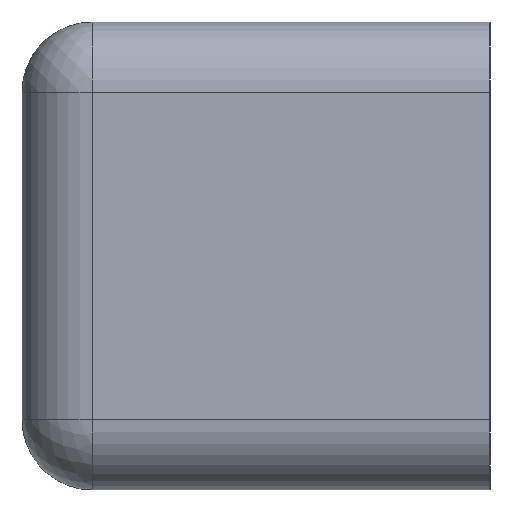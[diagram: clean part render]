
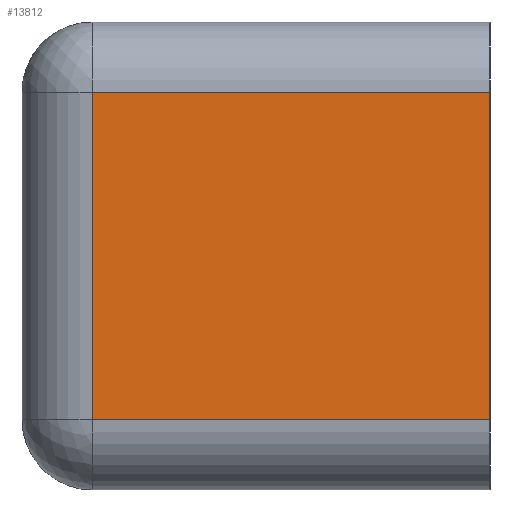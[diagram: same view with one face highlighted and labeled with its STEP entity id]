
A CAD part, left-side view. The second image highlights one B-rep face of the part: STEP entity #13812.
In plain terms, the highlighted planar face has unit normal (-1, 0, 0).
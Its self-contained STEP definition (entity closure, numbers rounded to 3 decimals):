
#53=DIRECTION('',(0.,0.,1.));
#54=VECTOR('',#53,7.);
#55=CARTESIAN_POINT('',(-11.475,0.,-3.5));
#56=LINE('',#55,#54);
#3182=DIRECTION('',(0.,-1.,0.));
#3183=VECTOR('',#3182,8.5);
#3184=CARTESIAN_POINT('',(-11.475,8.5,3.5));
#3185=LINE('',#3184,#3183);
#3186=DIRECTION('',(0.,-1.,0.));
#3187=VECTOR('',#3186,8.5);
#3188=CARTESIAN_POINT('',(-11.475,8.5,-3.5));
#3189=LINE('',#3188,#3187);
#3190=DIRECTION('',(0.,0.,1.));
#3191=VECTOR('',#3190,7.);
#3192=CARTESIAN_POINT('',(-11.475,8.5,-3.5));
#3193=LINE('',#3192,#3191);
#8986=CARTESIAN_POINT('',(-11.475,0.,3.5));
#8988=VERTEX_POINT('',#8986);
#8989=CARTESIAN_POINT('',(-11.475,8.5,3.5));
#8990=VERTEX_POINT('',#8989);
#8991=CARTESIAN_POINT('',(-11.475,8.5,-3.5));
#8992=VERTEX_POINT('',#8991);
#8995=CARTESIAN_POINT('',(-11.475,0.,-3.5));
#8997=VERTEX_POINT('',#8995);
#13800=CARTESIAN_POINT('',(-11.475,0.,-5.));
#13801=DIRECTION('',(-1.,0.,0.));
#13802=DIRECTION('',(0.,0.,1.));
#13803=AXIS2_PLACEMENT_3D('',#13800,#13801,#13802);
#13804=PLANE('',#13803);
#13806=ORIENTED_EDGE('',*,*,#13805,.T.);
#13807=ORIENTED_EDGE('',*,*,#11912,.F.);
#13808=ORIENTED_EDGE('',*,*,#13678,.F.);
#13809=ORIENTED_EDGE('',*,*,#13791,.T.);
#13810=EDGE_LOOP('',(#13806,#13807,#13808,#13809));
#13811=FACE_OUTER_BOUND('',#13810,.F.);
#13812=ADVANCED_FACE('',(#13811),#13804,.T.);
#11912=EDGE_CURVE('',#8997,#8988,#56,.T.);
#13678=EDGE_CURVE('',#8992,#8997,#3189,.T.);
#13791=EDGE_CURVE('',#8992,#8990,#3193,.T.);
#13805=EDGE_CURVE('',#8990,#8988,#3185,.T.);
